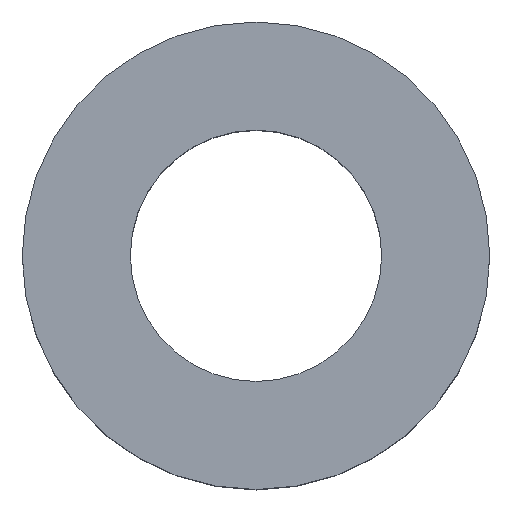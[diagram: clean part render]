
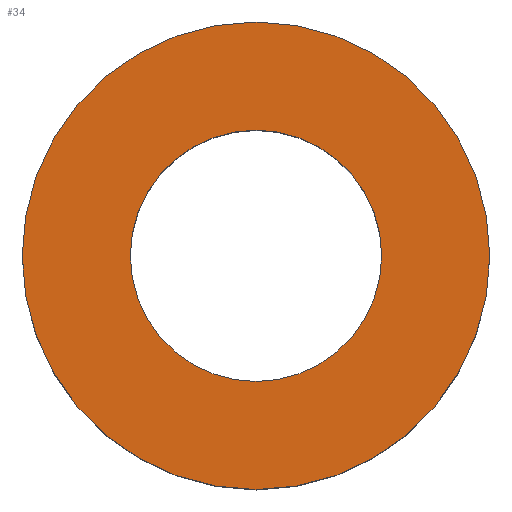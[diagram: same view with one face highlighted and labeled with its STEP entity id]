
A CAD part, top view. The second image highlights one B-rep face of the part: STEP entity #34.
In plain terms, the highlighted planar face has unit normal (0, 0, 1).
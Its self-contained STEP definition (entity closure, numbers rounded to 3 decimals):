
#34 = ADVANCED_FACE( '', ( #65, #66 ), #67, .F. );
#65 = FACE_BOUND( '', #88, .T. );
#66 = FACE_OUTER_BOUND( '', #89, .T. );
#67 = PLANE( '', #90 );
#88 = EDGE_LOOP( '', ( #111 ) );
#89 = EDGE_LOOP( '', ( #112 ) );
#90 = AXIS2_PLACEMENT_3D( '', #113, #114, #115 );
#111 = ORIENTED_EDGE( '', *, *, #122, .T. );
#112 = ORIENTED_EDGE( '', *, *, #117, .F. );
#113 = CARTESIAN_POINT( '', ( 0., 0., 2. ) );
#114 = DIRECTION( '', ( 0., 0., -1. ) );
#115 = DIRECTION( '', ( -1., 0., 0. ) );
#117 = EDGE_CURVE( '', #125, #125, #126, .T. );
#122 = EDGE_CURVE( '', #133, #133, #134, .T. );
#125 = VERTEX_POINT( '', #137 );
#126 = CIRCLE( '', #138, 4. );
#133 = VERTEX_POINT( '', #145 );
#134 = CIRCLE( '', #146, 2.15 );
#137 = CARTESIAN_POINT( '', ( 4., 0., 2. ) );
#138 = AXIS2_PLACEMENT_3D( '', #148, #149, #150 );
#145 = CARTESIAN_POINT( '', ( 2.15, 0., 2. ) );
#146 = AXIS2_PLACEMENT_3D( '', #157, #158, #159 );
#148 = CARTESIAN_POINT( '', ( 0., 0., 2. ) );
#149 = DIRECTION( '', ( 0., 0., -1. ) );
#150 = DIRECTION( '', ( 1., 0., 0. ) );
#157 = CARTESIAN_POINT( '', ( 0., 0., 2. ) );
#158 = DIRECTION( '', ( 0., 0., -1. ) );
#159 = DIRECTION( '', ( 1., 0., 0. ) );
